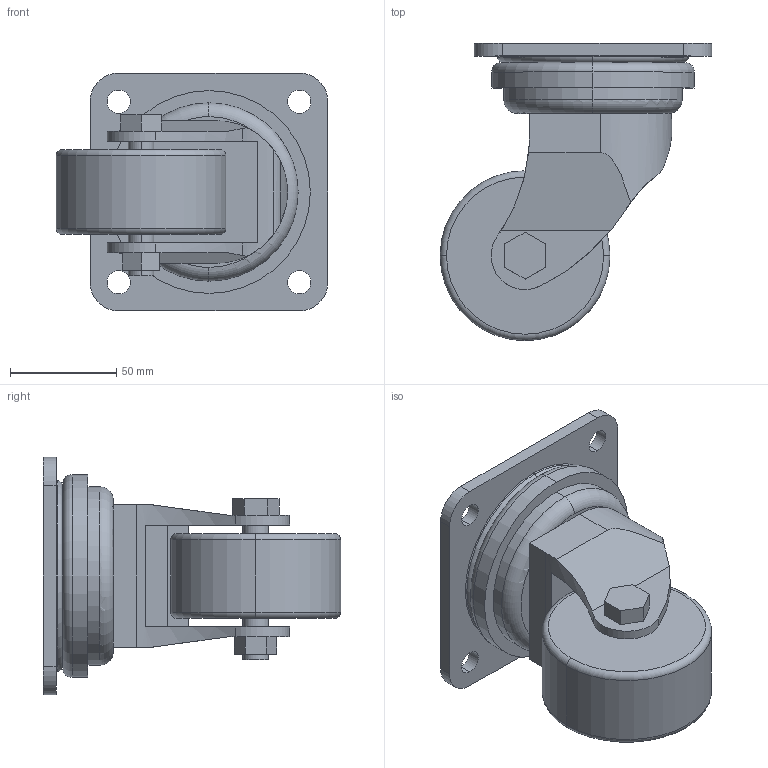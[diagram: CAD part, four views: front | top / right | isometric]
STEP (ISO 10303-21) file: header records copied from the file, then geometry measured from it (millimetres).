
FILE_DESCRIPTION (( 'STEP AP203' ), '1' );
FILE_NAME ('sone3D.STEP', '2017-12-04T04:25:37', ( '' ), ( '' ), 'SwSTEP 2.0', 'SolidWorks 2014', '' );
FILE_SCHEMA (( 'CONFIG_CONTROL_DESIGN' ));
Length unit declared in the file: millimetre
Products named in the file (1): sone3D
Bounding box: 128 x 140 x 112 mm (x, y, z)
Volume: 553229.8 mm3; surface area: 76697.7 mm2
Topology: 1 solids, 1 shells, 89 faces, 221 edges, 142 vertices
Faces by surface type: plane 44, cylinder 33, torus 12
Entity records: 2828 total; most frequent: CARTESIAN_POINT 552, DIRECTION 487, ORIENTED_EDGE 442, EDGE_CURVE 221, AXIS2_PLACEMENT_3D 189, VERTEX_POINT 142, VECTOR 109, LINE 109
